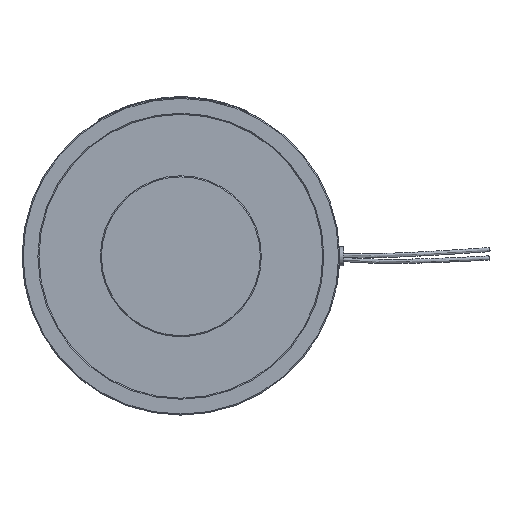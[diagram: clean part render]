
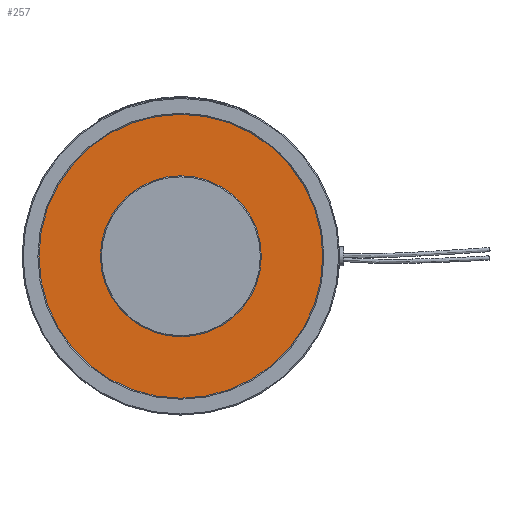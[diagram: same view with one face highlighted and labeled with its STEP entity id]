
A CAD part, front view. The second image highlights one B-rep face of the part: STEP entity #257.
In plain terms, the highlighted planar face has unit normal (0, -1, 0).
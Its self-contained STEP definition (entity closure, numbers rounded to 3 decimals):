
#257 = ADVANCED_FACE( '', ( #648, #649 ), #650, .F. );
#648 = FACE_BOUND( '', #1252, .T. );
#649 = FACE_OUTER_BOUND( '', #1253, .T. );
#650 = PLANE( '', #1254 );
#1252 = EDGE_LOOP( '', ( #5037 ) );
#1253 = EDGE_LOOP( '', ( #5038 ) );
#1254 = AXIS2_PLACEMENT_3D( '', #5039, #5040, #5041 );
#5037 = ORIENTED_EDGE( '', *, *, #6364, .T. );
#5038 = ORIENTED_EDGE( '', *, *, #6365, .F. );
#5039 = CARTESIAN_POINT( '', ( 0., -64.5, 0. ) );
#5040 = DIRECTION( '', ( 0., 1., 0. ) );
#5041 = DIRECTION( '', ( 0., 0., 1. ) );
#6364 = EDGE_CURVE( '', #6946, #6946, #6947, .T. );
#6365 = EDGE_CURVE( '', #6948, #6948, #6949, .T. );
#6946 = VERTEX_POINT( '', #7808 );
#6947 = CIRCLE( '', #7809, 38. );
#6948 = VERTEX_POINT( '', #7810 );
#6949 = CIRCLE( '', #7811, 67. );
#7808 = CARTESIAN_POINT( '', ( 38., -64.5, 0. ) );
#7809 = AXIS2_PLACEMENT_3D( '', #11672, #11673, #11674 );
#7810 = CARTESIAN_POINT( '', ( 67., -64.5, 0. ) );
#7811 = AXIS2_PLACEMENT_3D( '', #11675, #11676, #11677 );
#11672 = CARTESIAN_POINT( '', ( 0., -64.5, 0. ) );
#11673 = DIRECTION( '', ( 0., 1., 0. ) );
#11674 = DIRECTION( '', ( 1., 0., 0. ) );
#11675 = CARTESIAN_POINT( '', ( 0., -64.5, 0. ) );
#11676 = DIRECTION( '', ( 0., 1., 0. ) );
#11677 = DIRECTION( '', ( 1., 0., 0. ) );
